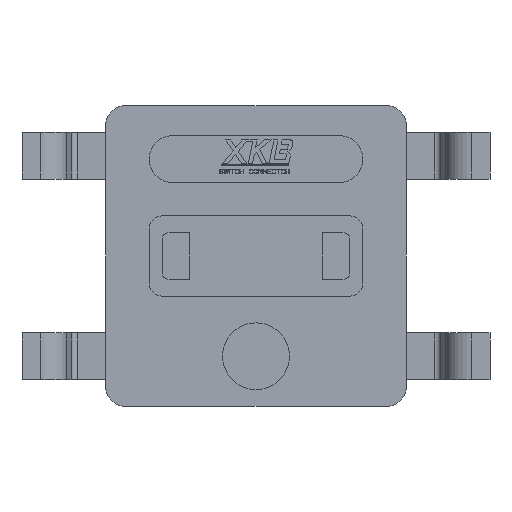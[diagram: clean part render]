
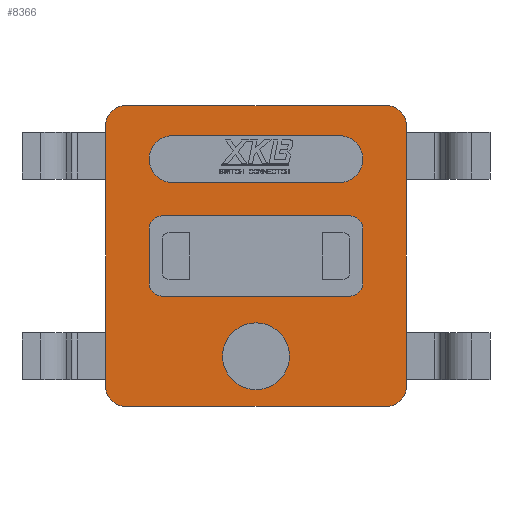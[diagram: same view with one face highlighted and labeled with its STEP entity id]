
A CAD part, front view. The second image highlights one B-rep face of the part: STEP entity #8366.
In plain terms, the highlighted planar face has unit normal (0, -1, 0).
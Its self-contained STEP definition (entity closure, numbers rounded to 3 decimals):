
#1=CARTESIAN_POINT('',(-1.95,0.,1.95));
#2=DIRECTION('',(0.,-1.,0.));
#3=DIRECTION('',(0.,0.,1.));
#4=AXIS2_PLACEMENT_3D('',#1,#2,#3);
#6=DIRECTION('',(1.,0.,0.));
#7=VECTOR('',#6,3.9);
#8=CARTESIAN_POINT('',(-1.95,0.,2.25));
#9=LINE('',#8,#7);
#10=CARTESIAN_POINT('',(1.95,0.,1.95));
#11=DIRECTION('',(0.,-1.,0.));
#12=DIRECTION('',(1.,0.,0.));
#13=AXIS2_PLACEMENT_3D('',#10,#11,#12);
#15=DIRECTION('',(0.,0.,-1.));
#16=VECTOR('',#15,3.9);
#17=CARTESIAN_POINT('',(2.25,0.,1.95));
#18=LINE('',#17,#16);
#19=CARTESIAN_POINT('',(1.95,0.,-1.95));
#20=DIRECTION('',(0.,-1.,0.));
#21=DIRECTION('',(0.,0.,-1.));
#22=AXIS2_PLACEMENT_3D('',#19,#20,#21);
#24=DIRECTION('',(-1.,0.,0.));
#25=VECTOR('',#24,3.9);
#26=CARTESIAN_POINT('',(1.95,0.,-2.25));
#27=LINE('',#26,#25);
#28=CARTESIAN_POINT('',(-1.95,0.,-1.95));
#29=DIRECTION('',(0.,-1.,0.));
#30=DIRECTION('',(-1.,0.,0.));
#31=AXIS2_PLACEMENT_3D('',#28,#29,#30);
#33=DIRECTION('',(0.,0.,1.));
#34=VECTOR('',#33,3.9);
#35=CARTESIAN_POINT('',(-2.25,0.,-1.95));
#36=LINE('',#35,#34);
#37=CARTESIAN_POINT('',(0.,0.,-1.5));
#38=DIRECTION('',(0.,-1.,0.));
#39=DIRECTION('',(0.,0.,1.));
#40=AXIS2_PLACEMENT_3D('',#37,#38,#39);
#42=CARTESIAN_POINT('',(0.,0.,-1.5));
#43=DIRECTION('',(0.,-1.,0.));
#44=DIRECTION('',(0.,0.,-1.));
#45=AXIS2_PLACEMENT_3D('',#42,#43,#44);
#47=DIRECTION('',(-1.,0.,0.));
#48=VECTOR('',#47,2.5);
#49=CARTESIAN_POINT('',(1.25,0.,1.8));
#50=LINE('',#49,#48);
#51=CARTESIAN_POINT('',(-1.25,0.,1.45));
#52=DIRECTION('',(0.,-1.,0.));
#53=DIRECTION('',(0.,0.,1.));
#54=AXIS2_PLACEMENT_3D('',#51,#52,#53);
#56=DIRECTION('',(1.,0.,0.));
#57=VECTOR('',#56,2.5);
#58=CARTESIAN_POINT('',(-1.25,0.,1.1));
#59=LINE('',#58,#57);
#60=CARTESIAN_POINT('',(1.25,0.,1.45));
#61=DIRECTION('',(0.,-1.,0.));
#62=DIRECTION('',(0.,0.,-1.));
#63=AXIS2_PLACEMENT_3D('',#60,#61,#62);
#65=DIRECTION('',(1.,0.,0.));
#66=VECTOR('',#65,2.8);
#67=CARTESIAN_POINT('',(-1.4,0.,-0.6));
#68=LINE('',#67,#66);
#69=DIRECTION('',(0.,0.,1.));
#70=VECTOR('',#69,0.8);
#71=CARTESIAN_POINT('',(1.6,0.,-0.4));
#72=LINE('',#71,#70);
#73=DIRECTION('',(-1.,0.,0.));
#74=VECTOR('',#73,2.8);
#75=CARTESIAN_POINT('',(1.4,0.,0.6));
#76=LINE('',#75,#74);
#77=DIRECTION('',(0.,0.,-1.));
#78=VECTOR('',#77,0.8);
#79=CARTESIAN_POINT('',(-1.6,0.,0.4));
#80=LINE('',#79,#78);
#2777=CARTESIAN_POINT('',(-1.4,0.,-0.4));
#2778=DIRECTION('',(0.,1.,0.));
#2779=DIRECTION('',(0.,0.,-1.));
#2780=AXIS2_PLACEMENT_3D('',#2777,#2778,#2779);
#2790=CARTESIAN_POINT('',(1.4,0.,-0.4));
#2791=DIRECTION('',(0.,1.,0.));
#2792=DIRECTION('',(1.,0.,0.));
#2793=AXIS2_PLACEMENT_3D('',#2790,#2791,#2792);
#2803=CARTESIAN_POINT('',(1.4,0.,0.4));
#2804=DIRECTION('',(0.,1.,0.));
#2805=DIRECTION('',(0.,0.,1.));
#2806=AXIS2_PLACEMENT_3D('',#2803,#2804,#2805);
#2816=CARTESIAN_POINT('',(-1.4,0.,0.4));
#2817=DIRECTION('',(0.,1.,0.));
#2818=DIRECTION('',(-1.,0.,0.));
#2819=AXIS2_PLACEMENT_3D('',#2816,#2817,#2818);
#6313=CARTESIAN_POINT('',(-1.95,0.,2.25));
#6314=CARTESIAN_POINT('',(-2.25,0.,1.95));
#6315=VERTEX_POINT('',#6313);
#6316=VERTEX_POINT('',#6314);
#6321=CARTESIAN_POINT('',(2.25,0.,1.95));
#6322=CARTESIAN_POINT('',(1.95,0.,2.25));
#6323=VERTEX_POINT('',#6321);
#6324=VERTEX_POINT('',#6322);
#6329=CARTESIAN_POINT('',(-2.25,0.,-1.95));
#6330=CARTESIAN_POINT('',(-1.95,0.,-2.25));
#6331=VERTEX_POINT('',#6329);
#6332=VERTEX_POINT('',#6330);
#6337=CARTESIAN_POINT('',(1.95,0.,-2.25));
#6338=CARTESIAN_POINT('',(2.25,0.,-1.95));
#6339=VERTEX_POINT('',#6337);
#6340=VERTEX_POINT('',#6338);
#6553=CARTESIAN_POINT('',(0.,0.,-1.));
#6554=CARTESIAN_POINT('',(0.,0.,-2.));
#6555=VERTEX_POINT('',#6553);
#6556=VERTEX_POINT('',#6554);
#6561=CARTESIAN_POINT('',(-1.25,0.,1.1));
#6562=VERTEX_POINT('',#6561);
#6563=CARTESIAN_POINT('',(-1.25,0.,1.8));
#6564=VERTEX_POINT('',#6563);
#6565=CARTESIAN_POINT('',(1.25,0.,1.1));
#6567=VERTEX_POINT('',#6565);
#6571=CARTESIAN_POINT('',(1.25,0.,1.8));
#6572=VERTEX_POINT('',#6571);
#6577=CARTESIAN_POINT('',(-1.4,0.,-0.6));
#6578=VERTEX_POINT('',#6577);
#6579=CARTESIAN_POINT('',(-1.6,0.,-0.4));
#6580=VERTEX_POINT('',#6579);
#6585=CARTESIAN_POINT('',(1.6,0.,-0.4));
#6586=VERTEX_POINT('',#6585);
#6587=CARTESIAN_POINT('',(1.4,0.,-0.6));
#6588=VERTEX_POINT('',#6587);
#6593=CARTESIAN_POINT('',(1.4,0.,0.6));
#6594=VERTEX_POINT('',#6593);
#6595=CARTESIAN_POINT('',(1.6,0.,0.4));
#6596=VERTEX_POINT('',#6595);
#6601=CARTESIAN_POINT('',(-1.6,0.,0.4));
#6602=VERTEX_POINT('',#6601);
#6603=CARTESIAN_POINT('',(-1.4,0.,0.6));
#6604=VERTEX_POINT('',#6603);
#8309=CARTESIAN_POINT('',(0.,0.,0.));
#8310=DIRECTION('',(0.,1.,0.));
#8311=DIRECTION('',(1.,0.,0.));
#8312=AXIS2_PLACEMENT_3D('',#8309,#8310,#8311);
#8313=PLANE('',#8312);
#8315=ORIENTED_EDGE('',*,*,#8314,.F.);
#8317=ORIENTED_EDGE('',*,*,#8316,.T.);
#8319=ORIENTED_EDGE('',*,*,#8318,.F.);
#8321=ORIENTED_EDGE('',*,*,#8320,.T.);
#8323=ORIENTED_EDGE('',*,*,#8322,.F.);
#8325=ORIENTED_EDGE('',*,*,#8324,.T.);
#8327=ORIENTED_EDGE('',*,*,#8326,.F.);
#8329=ORIENTED_EDGE('',*,*,#8328,.T.);
#8330=EDGE_LOOP('',(#8315,#8317,#8319,#8321,#8323,#8325,#8327,#8329));
#8331=FACE_OUTER_BOUND('',#8330,.F.);
#8333=ORIENTED_EDGE('',*,*,#8332,.T.);
#8335=ORIENTED_EDGE('',*,*,#8334,.T.);
#8336=EDGE_LOOP('',(#8333,#8335));
#8337=FACE_BOUND('',#8336,.F.);
#8339=ORIENTED_EDGE('',*,*,#8338,.T.);
#8341=ORIENTED_EDGE('',*,*,#8340,.T.);
#8343=ORIENTED_EDGE('',*,*,#8342,.T.);
#8345=ORIENTED_EDGE('',*,*,#8344,.T.);
#8346=EDGE_LOOP('',(#8339,#8341,#8343,#8345));
#8347=FACE_BOUND('',#8346,.F.);
#8349=ORIENTED_EDGE('',*,*,#8348,.T.);
#8351=ORIENTED_EDGE('',*,*,#8350,.F.);
#8353=ORIENTED_EDGE('',*,*,#8352,.T.);
#8355=ORIENTED_EDGE('',*,*,#8354,.F.);
#8357=ORIENTED_EDGE('',*,*,#8356,.T.);
#8359=ORIENTED_EDGE('',*,*,#8358,.F.);
#8361=ORIENTED_EDGE('',*,*,#8360,.T.);
#8363=ORIENTED_EDGE('',*,*,#8362,.F.);
#8364=EDGE_LOOP('',(#8349,#8351,#8353,#8355,#8357,#8359,#8361,#8363));
#8365=FACE_BOUND('',#8364,.F.);
#5=CIRCLE('',#4,0.3);
#14=CIRCLE('',#13,0.3);
#23=CIRCLE('',#22,0.3);
#32=CIRCLE('',#31,0.3);
#41=CIRCLE('',#40,0.5);
#46=CIRCLE('',#45,0.5);
#55=CIRCLE('',#54,0.35);
#64=CIRCLE('',#63,0.35);
#2781=CIRCLE('',#2780,0.2);
#2794=CIRCLE('',#2793,0.2);
#2807=CIRCLE('',#2806,0.2);
#2820=CIRCLE('',#2819,0.2);
#8314=EDGE_CURVE('',#6315,#6316,#5,.T.);
#8316=EDGE_CURVE('',#6315,#6324,#9,.T.);
#8318=EDGE_CURVE('',#6323,#6324,#14,.T.);
#8320=EDGE_CURVE('',#6323,#6340,#18,.T.);
#8322=EDGE_CURVE('',#6339,#6340,#23,.T.);
#8324=EDGE_CURVE('',#6339,#6332,#27,.T.);
#8326=EDGE_CURVE('',#6331,#6332,#32,.T.);
#8328=EDGE_CURVE('',#6331,#6316,#36,.T.);
#8332=EDGE_CURVE('',#6555,#6556,#41,.T.);
#8334=EDGE_CURVE('',#6556,#6555,#46,.T.);
#8338=EDGE_CURVE('',#6572,#6564,#50,.T.);
#8340=EDGE_CURVE('',#6564,#6562,#55,.T.);
#8342=EDGE_CURVE('',#6562,#6567,#59,.T.);
#8344=EDGE_CURVE('',#6567,#6572,#64,.T.);
#8348=EDGE_CURVE('',#6578,#6588,#68,.T.);
#8350=EDGE_CURVE('',#6586,#6588,#2794,.T.);
#8352=EDGE_CURVE('',#6586,#6596,#72,.T.);
#8354=EDGE_CURVE('',#6594,#6596,#2807,.T.);
#8356=EDGE_CURVE('',#6594,#6604,#76,.T.);
#8358=EDGE_CURVE('',#6602,#6604,#2820,.T.);
#8360=EDGE_CURVE('',#6602,#6580,#80,.T.);
#8362=EDGE_CURVE('',#6578,#6580,#2781,.T.);
#8366=ADVANCED_FACE('',(#8331,#8337,#8347,#8365),#8313,.F.);
